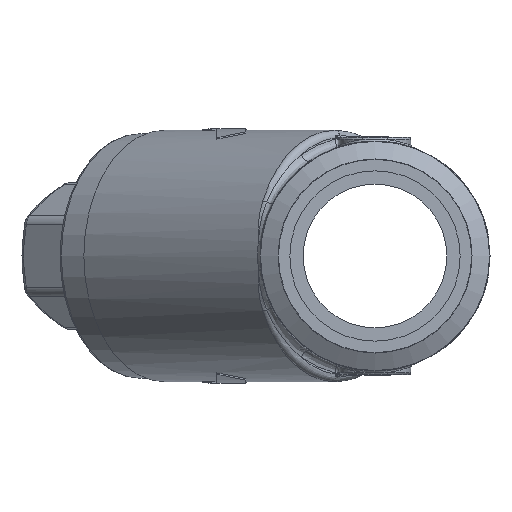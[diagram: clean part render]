
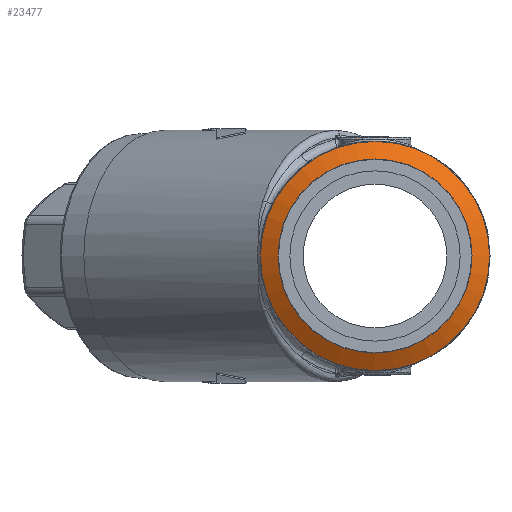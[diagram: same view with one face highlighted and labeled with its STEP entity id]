
A CAD part, left-side view. The second image highlights one B-rep face of the part: STEP entity #23477.
In plain terms, the highlighted conical face has half-angle 60 degrees and reference radius 16 mm.
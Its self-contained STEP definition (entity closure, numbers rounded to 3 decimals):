
#255 = DIRECTION ( 'NONE',  ( 1., 0., 0. ) ) ;
#299 = EDGE_CURVE ( 'NONE', #21466, #21466, #24362, .T. ) ;
#337 = CIRCLE ( 'NONE', #24159, 13.5 ) ;
#1138 = CARTESIAN_POINT ( 'NONE',  ( 11.029, 0., -13.5 ) ) ;
#2314 = ORIENTED_EDGE ( 'NONE', *, *, #11595, .T. ) ;
#11595 = EDGE_CURVE ( 'NONE', #19518, #19518, #337, .T. ) ;
#11694 = FACE_OUTER_BOUND ( 'NONE', #21569, .T. ) ;
#14180 = CARTESIAN_POINT ( 'NONE',  ( 11.029, 0., 0. ) ) ;
#15196 = CARTESIAN_POINT ( 'NONE',  ( 12.443, 0., 0. ) ) ;
#16300 = CARTESIAN_POINT ( 'NONE',  ( 12.472, 0., 0. ) ) ;
#18113 = FACE_BOUND ( 'NONE', #28672, .T. ) ;
#19518 = VERTEX_POINT ( 'NONE', #1138 ) ;
#20949 = DIRECTION ( 'NONE',  ( 1., 0., 0. ) ) ;
#21466 = VERTEX_POINT ( 'NONE', #21762 ) ;
#21569 = EDGE_LOOP ( 'NONE', ( #22661 ) ) ;
#21762 = CARTESIAN_POINT ( 'NONE',  ( 12.443, 0., 15.95 ) ) ;
#22661 = ORIENTED_EDGE ( 'NONE', *, *, #299, .T. ) ;
#22730 = DIRECTION ( 'NONE',  ( 0., 0., -1. ) ) ;
#22939 = AXIS2_PLACEMENT_3D ( 'NONE', #15196, #28915, #24265 ) ;
#22956 = CONICAL_SURFACE ( 'NONE', #23908, 16., 1.047 ) ;
#23477 = ADVANCED_FACE ( 'NONE', ( #11694, #18113 ), #22956, .T. ) ;
#23908 = AXIS2_PLACEMENT_3D ( 'NONE', #16300, #20949, #22730 ) ;
#24159 = AXIS2_PLACEMENT_3D ( 'NONE', #14180, #255, #25645 ) ;
#24265 = DIRECTION ( 'NONE',  ( 0., 0., 1. ) ) ;
#24362 = CIRCLE ( 'NONE', #22939, 15.95 ) ;
#25645 = DIRECTION ( 'NONE',  ( 0., 0., -1. ) ) ;
#28672 = EDGE_LOOP ( 'NONE', ( #2314 ) ) ;
#28915 = DIRECTION ( 'NONE',  ( -1., 0., 0. ) ) ;
